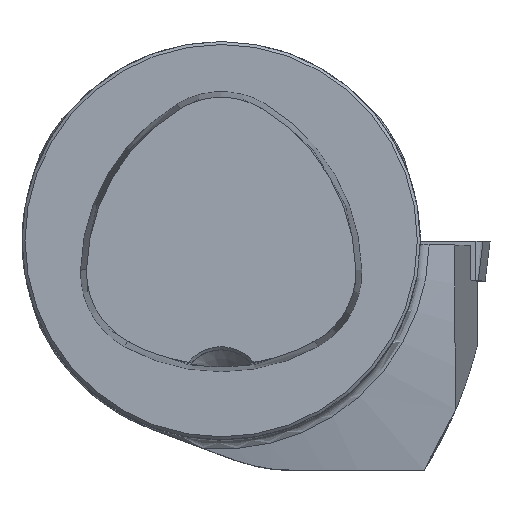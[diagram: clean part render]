
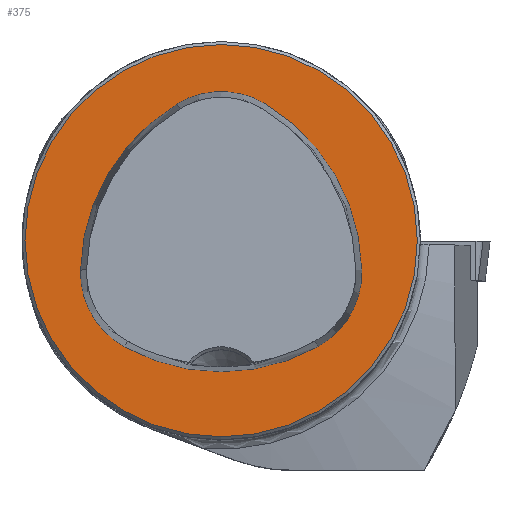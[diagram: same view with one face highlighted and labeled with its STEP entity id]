
A CAD part, top view. The second image highlights one B-rep face of the part: STEP entity #375.
In plain terms, the highlighted planar face has unit normal (0, 0, 1).
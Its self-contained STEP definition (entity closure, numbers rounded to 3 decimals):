
#116=FACE_BOUND('',#670,.T.);
#117=FACE_BOUND('',#671,.T.);
#219=CIRCLE('',#2337,20.063);
#221=CIRCLE('',#2340,20.063);
#222=CIRCLE('',#2341,8.563);
#223=CIRCLE('',#2342,8.563);
#224=CIRCLE('',#2343,20.063);
#225=CIRCLE('',#2344,8.563);
#226=CIRCLE('',#2345,19.7);
#375=ADVANCED_FACE('CU_FL_N1_SU_1',(#116,#117),#495,.T.);
#495=PLANE('',#2346);
#670=EDGE_LOOP('',(#962,#963,#964,#965,#966,#967));
#671=EDGE_LOOP('',(#968));
#962=ORIENTED_EDGE('',*,*,#1779,.F.);
#963=ORIENTED_EDGE('',*,*,#1780,.F.);
#964=ORIENTED_EDGE('',*,*,#1772,.F.);
#965=ORIENTED_EDGE('',*,*,#1781,.F.);
#966=ORIENTED_EDGE('',*,*,#1782,.F.);
#967=ORIENTED_EDGE('',*,*,#1783,.F.);
#968=ORIENTED_EDGE('',*,*,#1784,.T.);
#1554=VERTEX_POINT('',#3688);
#1555=VERTEX_POINT('',#3690);
#1561=VERTEX_POINT('',#3722);
#1562=VERTEX_POINT('',#3723);
#1563=VERTEX_POINT('',#3726);
#1564=VERTEX_POINT('',#3728);
#1565=VERTEX_POINT('',#3731);
#1772=EDGE_CURVE('',#1554,#1555,#219,.T.);
#1779=EDGE_CURVE('',#1561,#1562,#221,.T.);
#1780=EDGE_CURVE('',#1555,#1561,#222,.T.);
#1781=EDGE_CURVE('',#1563,#1554,#223,.T.);
#1782=EDGE_CURVE('',#1564,#1563,#224,.T.);
#1783=EDGE_CURVE('',#1562,#1564,#225,.T.);
#1784=EDGE_CURVE('',#1565,#1565,#226,.T.);
#2337=AXIS2_PLACEMENT_3D('',#3689,#2654,#2655);
#2340=AXIS2_PLACEMENT_3D('',#3721,#2661,#2662);
#2341=AXIS2_PLACEMENT_3D('',#3724,#2663,#2664);
#2342=AXIS2_PLACEMENT_3D('',#3725,#2665,#2666);
#2343=AXIS2_PLACEMENT_3D('',#3727,#2667,#2668);
#2344=AXIS2_PLACEMENT_3D('',#3729,#2669,#2670);
#2345=AXIS2_PLACEMENT_3D('',#3730,#2671,#2672);
#2346=AXIS2_PLACEMENT_3D('',#3732,#2673,#2674);
#2654=DIRECTION('',(0.,0.,1.));
#2655=DIRECTION('',(-1.,0.,0.));
#2661=DIRECTION('',(0.,0.,1.));
#2662=DIRECTION('',(-1.,0.,0.));
#2663=DIRECTION('',(0.,0.,1.));
#2664=DIRECTION('',(-1.,0.,0.));
#2665=DIRECTION('',(0.,0.,1.));
#2666=DIRECTION('',(-1.,0.,0.));
#2667=DIRECTION('',(0.,0.,1.));
#2668=DIRECTION('',(-1.,0.,0.));
#2669=DIRECTION('',(0.,0.,1.));
#2670=DIRECTION('',(-1.,0.,0.));
#2671=DIRECTION('',(0.,0.,1.));
#2672=DIRECTION('',(-1.,0.,0.));
#2673=DIRECTION('',(0.,0.,1.));
#2674=DIRECTION('',(-1.,0.,0.));
#3688=CARTESIAN_POINT('',(-9.704,-10.66,0.));
#3689=CARTESIAN_POINT('',(0.,6.9,0.));
#3690=CARTESIAN_POINT('',(9.704,-10.66,0.));
#3721=CARTESIAN_POINT('',(-5.934,-3.451,0.));
#3722=CARTESIAN_POINT('',(14.123,-2.953,0.));
#3723=CARTESIAN_POINT('',(4.418,13.735,0.));
#3724=CARTESIAN_POINT('',(5.562,-3.165,0.));
#3725=CARTESIAN_POINT('',(-5.562,-3.165,0.));
#3726=CARTESIAN_POINT('',(-14.123,-2.953,0.));
#3727=CARTESIAN_POINT('',(5.934,-3.451,0.));
#3728=CARTESIAN_POINT('',(-4.418,13.735,0.));
#3729=CARTESIAN_POINT('',(0.,6.4,0.));
#3730=CARTESIAN_POINT('',(0.,0.,0.));
#3731=CARTESIAN_POINT('',(-19.7,0.,0.));
#3732=CARTESIAN_POINT('',(0.,0.,0.));
